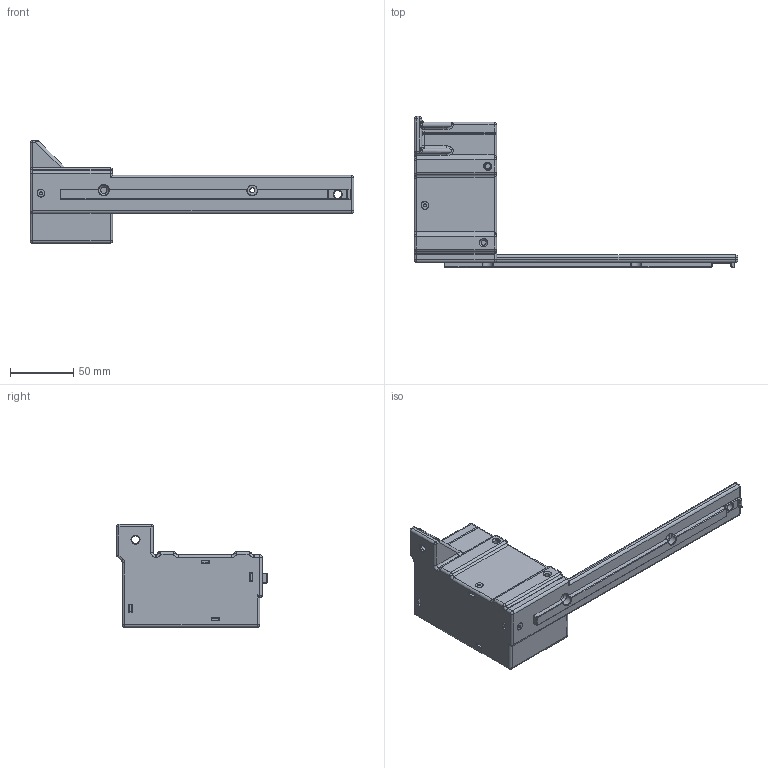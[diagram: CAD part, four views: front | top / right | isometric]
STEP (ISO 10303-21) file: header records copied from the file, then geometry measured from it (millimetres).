
FILE_DESCRIPTION(/* description */ (''),/* implementation_level */ '2;1');
FILE_NAME(/* name */ 'PSU.step',/* time_stamp */ '2018-03-24T22:44:11+01:00',/* author */ (''),/* organization */ (''),/* preprocessor_version */ 'ST-DEVELOPER v16.13',/* originating_system */ 'Autodesk Translation Framework v6.5.0.72',/* authorisation */ '');
FILE_SCHEMA (('AUTOMOTIVE_DESIGN { 1 0 10303 214 3 1 1 }'));
Length unit declared in the file: millimetre
Products named in the file (7): PSU (1); PSU-zHolder-SwitchPlug v2 v1; PSU; PSU-zHolder-Bottom; Screws&Nuts (18); M3x10  STEEL FLAT-HEAD SOCKET CAP SCREW v1; M3 Square Nut v1 (2)
Assembly tree (12 placements, depth 4):
  PSU (1)
    PSU-zHolder-SwitchPlug v2 v1
      PSU
    PSU-zHolder-Bottom
      Screws&Nuts (18)
        M3x10  STEEL FLAT-HEAD SOCKET CAP SCREW v1  x4
        M3 Square Nut v1 (2)  x4
Bounding box: 255 x 119 x 81.2 mm (x, y, z)
Volume: 143309.9 mm3; surface area: 78424.3 mm2
Topology: 10 solids, 10 shells, 832 faces, 2191 edges, 1394 vertices
Faces by surface type: plane 323, cylinder 268, bspline 140, cone 69, sphere 26, torus 6
Full cylindrical faces by diameter (mm): 2.35 x60, 2.384 x4, 3 x60, 3.086 x12, 3.2 x16, 4 x3, 5 x2, 6 x4, 6.1 x3, 8 x2
Entity records: 25810 total; most frequent: CARTESIAN_POINT 11126, ORIENTED_EDGE 3232, DIRECTION 2626, EDGE_CURVE 1616, VERTEX_POINT 1028, LINE 954, VECTOR 954, AXIS2_PLACEMENT_3D 836
